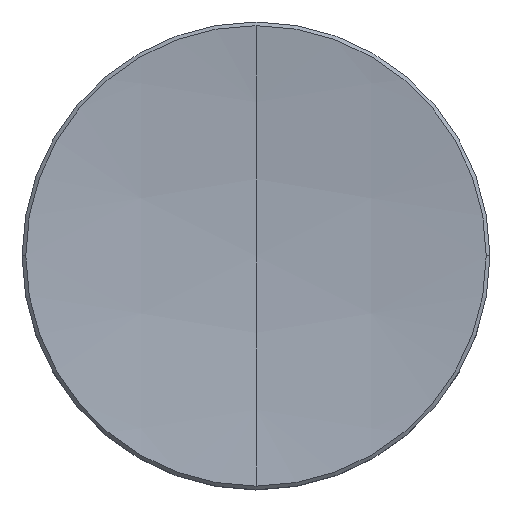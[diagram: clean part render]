
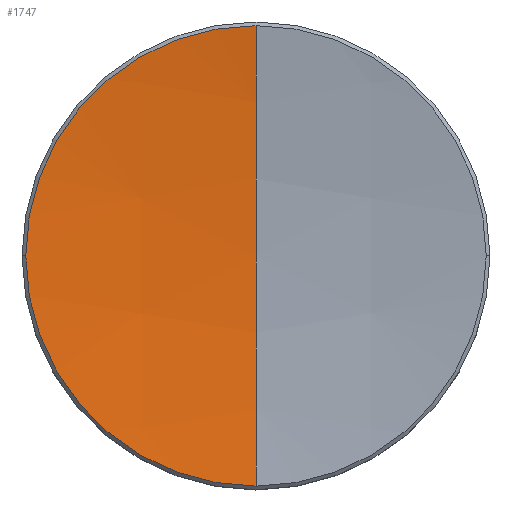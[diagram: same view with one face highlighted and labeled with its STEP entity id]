
A CAD part, top view. The second image highlights one B-rep face of the part: STEP entity #1747.
In plain terms, the highlighted spherical face has radius 100 mm.
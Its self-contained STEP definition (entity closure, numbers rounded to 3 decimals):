
#1600 = ORIENTED_EDGE ( 'NONE', *, *, #1755, .F. ) ;
#1636 = VERTEX_POINT ( 'NONE', #8072 ) ;
#1637 = VERTEX_POINT ( 'NONE', #8071 ) ;
#1638 = EDGE_LOOP ( 'NONE', ( #1750, #1746, #1754, #1600 ) ) ;
#1650 = EDGE_CURVE ( 'NONE', #1661, #1637, #8204, .T. ) ;
#1656 = EDGE_CURVE ( 'NONE', #1637, #1636, #8198, .T. ) ;
#1661 = VERTEX_POINT ( 'NONE', #8181 ) ;
#1746 = ORIENTED_EDGE ( 'NONE', *, *, #1656, .T. ) ;
#1747 = ADVANCED_FACE ( 'NONE', ( #8482 ), #8486, .F. ) ;
#1750 = ORIENTED_EDGE ( 'NONE', *, *, #1650, .T. ) ;
#1751 = VERTEX_POINT ( 'NONE', #8487 ) ;
#1752 = EDGE_CURVE ( 'NONE', #1636, #1751, #8533, .T. ) ;
#1754 = ORIENTED_EDGE ( 'NONE', *, *, #1752, .T. ) ;
#1755 = EDGE_CURVE ( 'NONE', #1661, #1751, #8529, .T. ) ;
#8071 = CARTESIAN_POINT ( 'NONE',  ( -12.501, 0., 3.785 ) ) ;
#8072 = CARTESIAN_POINT ( 'NONE',  ( 0., -12.501, 3.785 ) ) ;
#8108 = DIRECTION ( 'NONE',  ( 1., 0., 0. ) ) ;
#8109 = DIRECTION ( 'NONE',  ( 0., 0., 1. ) ) ;
#8114 = CARTESIAN_POINT ( 'NONE',  ( 0., 0., 3.785 ) ) ;
#8115 = AXIS2_PLACEMENT_3D ( 'NONE', #8114, #8109, #8108 ) ;
#8181 = CARTESIAN_POINT ( 'NONE',  ( 0., 12.501, 3.785 ) ) ;
#8198 = CIRCLE ( 'NONE', #8115, 12.501 ) ;
#8199 = DIRECTION ( 'NONE',  ( 1., 0., 0. ) ) ;
#8200 = DIRECTION ( 'NONE',  ( 0., 0., 1. ) ) ;
#8204 = CIRCLE ( 'NONE', #8218, 12.501 ) ;
#8209 = CARTESIAN_POINT ( 'NONE',  ( 0., 0., 3.785 ) ) ;
#8218 = AXIS2_PLACEMENT_3D ( 'NONE', #8209, #8200, #8199 ) ;
#8479 = CARTESIAN_POINT ( 'NONE',  ( 0., 0., 103. ) ) ;
#8480 = DIRECTION ( 'NONE',  ( -1., 0., 0. ) ) ;
#8482 = FACE_OUTER_BOUND ( 'NONE', #1638, .T. ) ;
#8486 = SPHERICAL_SURFACE ( 'NONE', #8495, 100. ) ;
#8487 = CARTESIAN_POINT ( 'NONE',  ( 0., 0., 3. ) ) ;
#8492 = CARTESIAN_POINT ( 'NONE',  ( 0., 0., 103. ) ) ;
#8495 = AXIS2_PLACEMENT_3D ( 'NONE', #8479, #8537, #8534 ) ;
#8527 = DIRECTION ( 'NONE',  ( 0., 0., 1. ) ) ;
#8528 = AXIS2_PLACEMENT_3D ( 'NONE', #8536, #8480, #8527 ) ;
#8529 = CIRCLE ( 'NONE', #8528, 100. ) ;
#8530 = DIRECTION ( 'NONE',  ( 0., 1., 0. ) ) ;
#8531 = DIRECTION ( 'NONE',  ( 1., 0., 0. ) ) ;
#8532 = AXIS2_PLACEMENT_3D ( 'NONE', #8492, #8531, #8530 ) ;
#8533 = CIRCLE ( 'NONE', #8532, 100. ) ;
#8534 = DIRECTION ( 'NONE',  ( 0., 1., 0. ) ) ;
#8536 = CARTESIAN_POINT ( 'NONE',  ( 0., 0., 103. ) ) ;
#8537 = DIRECTION ( 'NONE',  ( 1., 0., 0. ) ) ;
